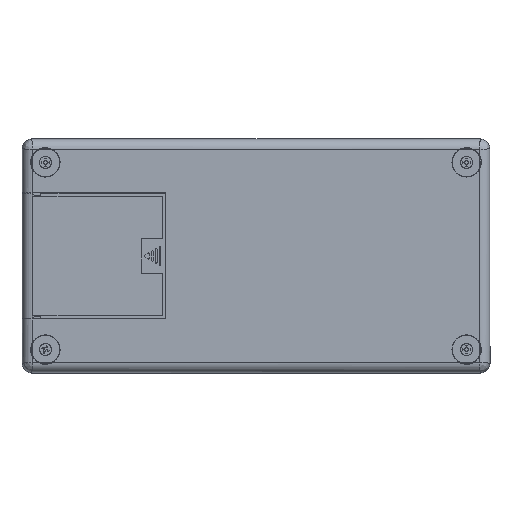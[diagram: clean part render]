
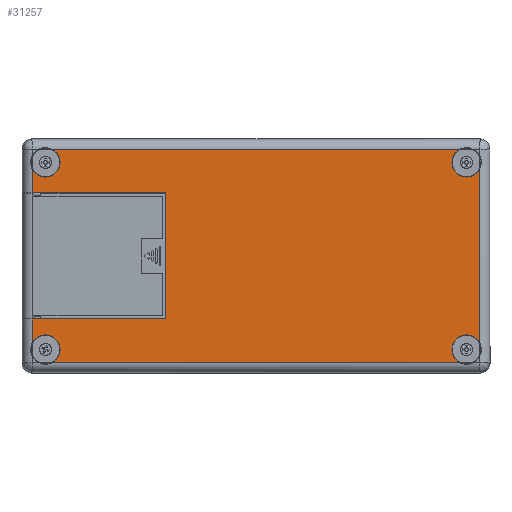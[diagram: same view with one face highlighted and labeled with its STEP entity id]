
A CAD part, top view. The second image highlights one B-rep face of the part: STEP entity #31257.
In plain terms, the highlighted face is planar.
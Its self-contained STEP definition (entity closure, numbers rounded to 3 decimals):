
#1336=PLANE('',#33269);
#2304=FACE_OUTER_BOUND('',#4196,.T.);
#4196=EDGE_LOOP('',(#21373,#21374,#21375,#21376,#21377,#21378,#21379,#21380,
#21381,#21382,#21383,#21384,#21385,#21386));
#6821=LINE('',#44969,#9649);
#6823=LINE('',#44974,#9651);
#6827=LINE('',#44995,#9655);
#6834=LINE('',#45048,#9662);
#6843=LINE('',#45109,#9671);
#7055=LINE('',#45955,#9883);
#7056=LINE('',#45957,#9884);
#7057=LINE('',#45958,#9885);
#9649=VECTOR('',#36168,10.);
#9651=VECTOR('',#36174,10.);
#9655=VECTOR('',#36184,10.);
#9662=VECTOR('',#36197,10.);
#9671=VECTOR('',#36212,10.);
#9883=VECTOR('',#36488,10.);
#9884=VECTOR('',#36489,10.);
#9885=VECTOR('',#36490,10.);
#12470=CIRCLE('',#33194,6.9);
#12477=CIRCLE('',#33203,6.9);
#12479=CIRCLE('',#33205,6.9);
#12485=CIRCLE('',#33213,6.9);
#12491=CIRCLE('',#33221,6.9);
#12493=CIRCLE('',#33223,6.9);
#12953=VERTEX_POINT('',#44724);
#12955=VERTEX_POINT('',#44732);
#12965=VERTEX_POINT('',#44789);
#12967=VERTEX_POINT('',#44801);
#12969=VERTEX_POINT('',#44806);
#12980=VERTEX_POINT('',#44864);
#12981=VERTEX_POINT('',#44875);
#12989=VERTEX_POINT('',#44919);
#12991=VERTEX_POINT('',#44931);
#12993=VERTEX_POINT('',#44936);
#12998=VERTEX_POINT('',#44967);
#12999=VERTEX_POINT('',#44973);
#13314=VERTEX_POINT('',#45954);
#13315=VERTEX_POINT('',#45956);
#16071=EDGE_CURVE('',#12955,#12953,#12470,.T.);
#16085=EDGE_CURVE('',#12967,#12965,#12477,.T.);
#16088=EDGE_CURVE('',#12969,#12967,#12479,.T.);
#16101=EDGE_CURVE('',#12981,#12980,#12485,.T.);
#16113=EDGE_CURVE('',#12991,#12989,#12491,.T.);
#16116=EDGE_CURVE('',#12993,#12991,#12493,.T.);
#16123=EDGE_CURVE('',#12998,#12953,#6821,.T.);
#16125=EDGE_CURVE('',#12981,#12999,#6823,.T.);
#16131=EDGE_CURVE('',#12969,#12980,#6827,.T.);
#16142=EDGE_CURVE('',#12955,#12989,#6834,.T.);
#16155=EDGE_CURVE('',#12993,#12965,#6843,.T.);
#16459=EDGE_CURVE('',#12998,#13314,#7055,.T.);
#16460=EDGE_CURVE('',#13314,#13315,#7056,.T.);
#16461=EDGE_CURVE('',#13315,#12999,#7057,.T.);
#21373=ORIENTED_EDGE('',*,*,#16071,.T.);
#21374=ORIENTED_EDGE('',*,*,#16123,.F.);
#21375=ORIENTED_EDGE('',*,*,#16459,.T.);
#21376=ORIENTED_EDGE('',*,*,#16460,.T.);
#21377=ORIENTED_EDGE('',*,*,#16461,.T.);
#21378=ORIENTED_EDGE('',*,*,#16125,.F.);
#21379=ORIENTED_EDGE('',*,*,#16101,.T.);
#21380=ORIENTED_EDGE('',*,*,#16131,.F.);
#21381=ORIENTED_EDGE('',*,*,#16088,.T.);
#21382=ORIENTED_EDGE('',*,*,#16085,.T.);
#21383=ORIENTED_EDGE('',*,*,#16155,.F.);
#21384=ORIENTED_EDGE('',*,*,#16116,.T.);
#21385=ORIENTED_EDGE('',*,*,#16113,.T.);
#21386=ORIENTED_EDGE('',*,*,#16142,.F.);
#31257=ADVANCED_FACE('',(#2304),#1336,.F.);
#33194=AXIS2_PLACEMENT_3D('',#44733,#36093,#36094);
#33203=AXIS2_PLACEMENT_3D('',#44802,#36113,#36114);
#33205=AXIS2_PLACEMENT_3D('',#44807,#36118,#36119);
#33213=AXIS2_PLACEMENT_3D('',#44876,#36135,#36136);
#33221=AXIS2_PLACEMENT_3D('',#44932,#36153,#36154);
#33223=AXIS2_PLACEMENT_3D('',#44937,#36158,#36159);
#33269=AXIS2_PLACEMENT_3D('',#45953,#36486,#36487);
#36093=DIRECTION('center_axis',(0.,0.,1.));
#36094=DIRECTION('ref_axis',(1.,0.,0.));
#36113=DIRECTION('center_axis',(0.,0.,1.));
#36114=DIRECTION('ref_axis',(1.,0.,0.));
#36118=DIRECTION('center_axis',(0.,0.,1.));
#36119=DIRECTION('ref_axis',(1.,0.,0.));
#36135=DIRECTION('center_axis',(0.,0.,1.));
#36136=DIRECTION('ref_axis',(1.,0.,0.));
#36153=DIRECTION('center_axis',(0.,0.,1.));
#36154=DIRECTION('ref_axis',(1.,0.,0.));
#36158=DIRECTION('center_axis',(0.,0.,1.));
#36159=DIRECTION('ref_axis',(1.,0.,0.));
#36168=DIRECTION('',(0.,-1.,0.));
#36174=DIRECTION('',(0.,-1.,0.));
#36184=DIRECTION('',(-1.,0.,0.));
#36197=DIRECTION('',(1.,0.,0.));
#36212=DIRECTION('',(0.,1.,0.));
#36486=DIRECTION('center_axis',(0.,0.,1.));
#36487=DIRECTION('ref_axis',(1.,0.,0.));
#36488=DIRECTION('',(1.,0.,0.));
#36489=DIRECTION('',(0.,1.,0.));
#36490=DIRECTION('',(-1.,0.,0.));
#44724=CARTESIAN_POINT('',(-105.099,-40.773,-9.));
#44732=CARTESIAN_POINT('',(-95.773,-50.099,-9.));
#44733=CARTESIAN_POINT('Origin',(-99.,-44.,-9.));
#44789=CARTESIAN_POINT('',(105.099,40.773,-9.));
#44801=CARTESIAN_POINT('',(92.1,44.,-9.));
#44802=CARTESIAN_POINT('Origin',(99.,44.,-9.));
#44806=CARTESIAN_POINT('',(95.773,50.099,-9.));
#44807=CARTESIAN_POINT('Origin',(99.,44.,-9.));
#44864=CARTESIAN_POINT('',(-95.773,50.099,-9.));
#44875=CARTESIAN_POINT('',(-105.099,40.773,-9.));
#44876=CARTESIAN_POINT('Origin',(-99.,44.,-9.));
#44919=CARTESIAN_POINT('',(95.773,-50.099,-9.));
#44931=CARTESIAN_POINT('',(92.1,-44.,-9.));
#44932=CARTESIAN_POINT('Origin',(99.,-44.,-9.));
#44936=CARTESIAN_POINT('',(105.099,-40.773,-9.));
#44937=CARTESIAN_POINT('Origin',(99.,-44.,-9.));
#44967=CARTESIAN_POINT('',(-105.099,-29.625,-9.));
#44969=CARTESIAN_POINT('',(-105.099,27.5,-9.));
#44973=CARTESIAN_POINT('',(-105.099,29.625,-9.));
#44974=CARTESIAN_POINT('',(-105.099,27.5,-9.));
#44995=CARTESIAN_POINT('',(55.,50.099,-9.));
#45048=CARTESIAN_POINT('',(-55.,-50.099,-9.));
#45109=CARTESIAN_POINT('',(105.099,-27.5,-9.));
#45953=CARTESIAN_POINT('Origin',(0.,0.,
-9.));
#45954=CARTESIAN_POINT('',(-42.5,-29.625,-9.));
#45955=CARTESIAN_POINT('',(-21.25,-29.625,-9.));
#45956=CARTESIAN_POINT('',(-42.5,29.625,-9.));
#45957=CARTESIAN_POINT('',(-42.5,14.813,-9.));
#45958=CARTESIAN_POINT('',(-55.,29.625,-9.));
